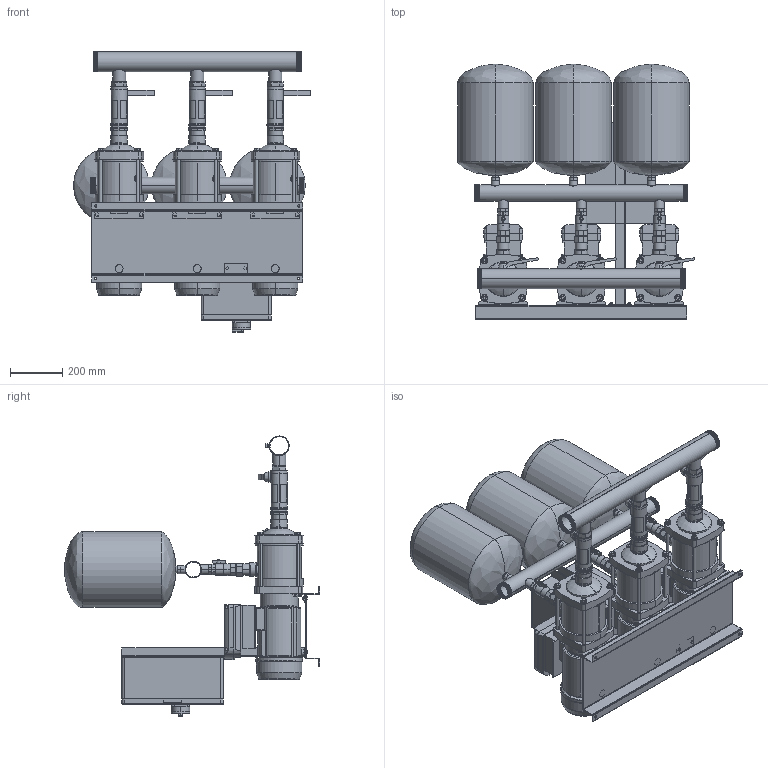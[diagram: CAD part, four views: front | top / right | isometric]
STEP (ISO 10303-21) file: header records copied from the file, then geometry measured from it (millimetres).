
FILE_DESCRIPTION (( 'STEP AP214' ), '1' );
FILE_NAME ('3EH_15-4_TE_ZB00064935.STEP', '2022-07-17T15:40:47', ( '' ), ( '' ), 'SwSTEP 2.0', 'SolidWorks 2020', '' );
FILE_SCHEMA (( 'AUTOMOTIVE_DESIGN' ));
Length unit declared in the file: millimetre
Products named in the file (1): 3EH_15-4_TE_ZB00064935
Bounding box: 910 x 980 x 1076 mm (x, y, z)
Volume: 118489693.9 mm3; surface area: 7337028.9 mm2
Topology: 111 solids, 112 shells, 2603 faces, 6209 edges, 4009 vertices
Faces by surface type: plane 1280, cylinder 1024, cone 175, torus 60, bspline 50, sphere 14
Entity records: 126817 total; most frequent: CARTESIAN_POINT 36555, DIRECTION 12522, ORIENTED_EDGE 12402, EDGE_CURVE 6201, AXIS2_PLACEMENT_3D 4578, VERTEX_POINT 4009, VECTOR 3366, LINE 3366
